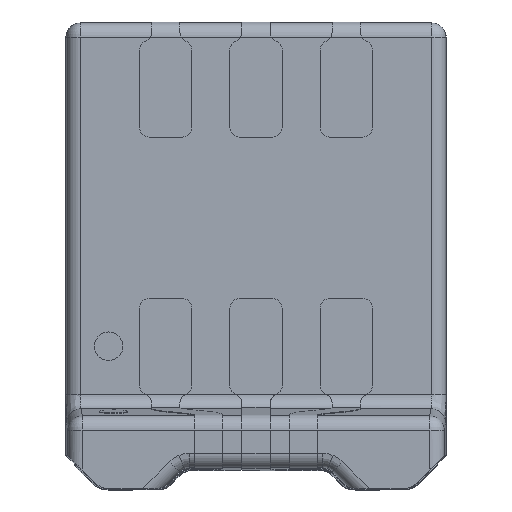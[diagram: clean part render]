
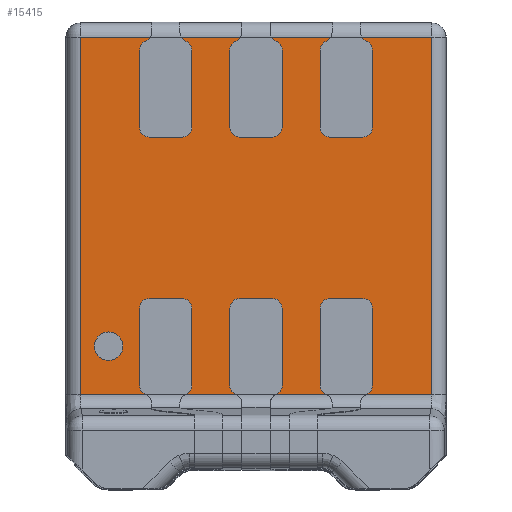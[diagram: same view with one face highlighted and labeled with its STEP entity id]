
A CAD part, top view. The second image highlights one B-rep face of the part: STEP entity #15415.
In plain terms, the highlighted planar face has unit normal (0, 0, 1).
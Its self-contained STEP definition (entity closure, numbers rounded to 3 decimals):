
#793 = CARTESIAN_POINT ( 'NONE',  ( -2., 0.855, 0.4 ) ) ;
#877 = ORIENTED_EDGE ( 'NONE', *, *, #12954, .T. ) ;
#1656 = CARTESIAN_POINT ( 'NONE',  ( 1.846, 4.75, 0.4 ) ) ;
#2167 = CARTESIAN_POINT ( 'NONE',  ( -1.846, 0.99, 0.4 ) ) ;
#2564 = DIRECTION ( 'NONE',  ( 0., 0., -1. ) ) ;
#3308 = LINE ( 'NONE', #7337, #4383 ) ;
#3525 = DIRECTION ( 'NONE',  ( -1., 0., 0. ) ) ;
#4099 = DIRECTION ( 'NONE',  ( -1., 0., 0. ) ) ;
#4338 = LINE ( 'NONE', #10198, #9486 ) ;
#4383 = VECTOR ( 'NONE', #14741, 1000. ) ;
#4416 = VECTOR ( 'NONE', #3525, 1000. ) ;
#4580 = CARTESIAN_POINT ( 'NONE',  ( 1.846, 0.99, 0.4 ) ) ;
#4907 = PLANE ( 'NONE',  #13583 ) ;
#5539 = DIRECTION ( 'NONE',  ( 0., -1., 0. ) ) ;
#6535 = ORIENTED_EDGE ( 'NONE', *, *, #9705, .T. ) ;
#7337 = CARTESIAN_POINT ( 'NONE',  ( 1.993, 0.99, 0.4 ) ) ;
#7353 = CARTESIAN_POINT ( 'NONE',  ( -1.846, 0.855, 0.4 ) ) ;
#8124 = VERTEX_POINT ( 'NONE', #2167 ) ;
#8532 = VERTEX_POINT ( 'NONE', #4580 ) ;
#9486 = VECTOR ( 'NONE', #16056, 1000. ) ;
#9705 = EDGE_CURVE ( 'NONE', #15256, #13275, #16876, .T. ) ;
#9948 = EDGE_CURVE ( 'NONE', #8124, #8532, #3308, .T. ) ;
#10198 = CARTESIAN_POINT ( 'NONE',  ( 1.846, 0.855, 0.4 ) ) ;
#12383 = EDGE_CURVE ( 'NONE', #8532, #15256, #4338, .T. ) ;
#12835 = FACE_OUTER_BOUND ( 'NONE', #13908, .T. ) ;
#12954 = EDGE_CURVE ( 'NONE', #13275, #8124, #18805, .T. ) ;
#13190 = VECTOR ( 'NONE', #5539, 1000. ) ;
#13275 = VERTEX_POINT ( 'NONE', #14635 ) ;
#13583 = AXIS2_PLACEMENT_3D ( 'NONE', #793, #2564, #4099 ) ;
#13908 = EDGE_LOOP ( 'NONE', ( #14607, #14261, #6535, #877 ) ) ;
#14261 = ORIENTED_EDGE ( 'NONE', *, *, #12383, .T. ) ;
#14607 = ORIENTED_EDGE ( 'NONE', *, *, #9948, .T. ) ;
#14635 = CARTESIAN_POINT ( 'NONE',  ( -1.846, 4.75, 0.4 ) ) ;
#14741 = DIRECTION ( 'NONE',  ( 1., 0., 0. ) ) ;
#15256 = VERTEX_POINT ( 'NONE', #1656 ) ;
#15415 = ADVANCED_FACE ( 'NONE', ( #12835 ), #4907, .F. ) ;
#16056 = DIRECTION ( 'NONE',  ( 0., 1., 0. ) ) ;
#16684 = CARTESIAN_POINT ( 'NONE',  ( -1.993, 4.75, 0.4 ) ) ;
#16876 = LINE ( 'NONE', #16684, #4416 ) ;
#18805 = LINE ( 'NONE', #7353, #13190 ) ;
